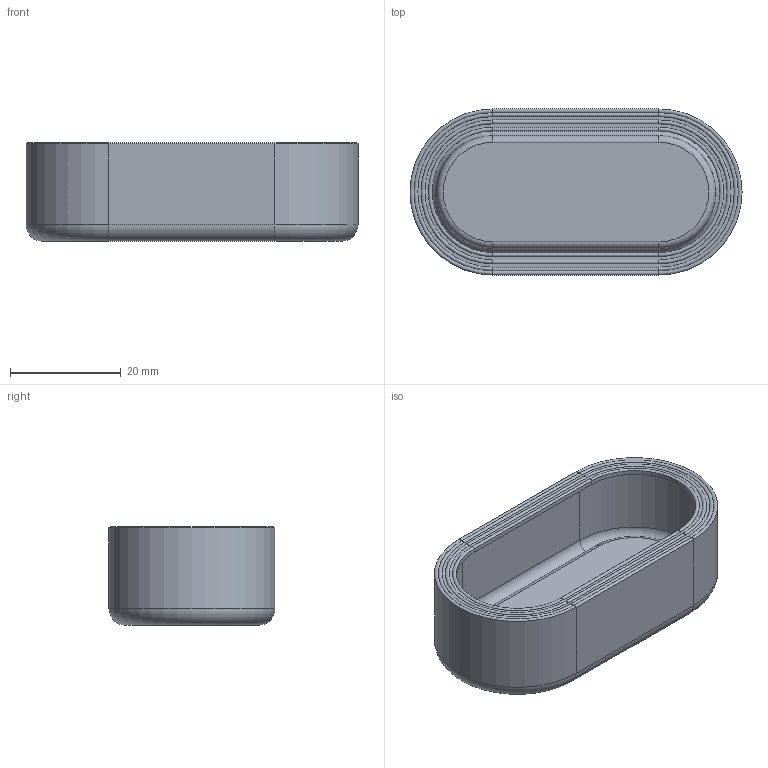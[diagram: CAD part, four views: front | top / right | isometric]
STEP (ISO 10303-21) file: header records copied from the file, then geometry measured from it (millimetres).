
FILE_DESCRIPTION((''),'2;1');
FILE_NAME('APBD','2022-04-12T11:45:38',('klemen.sitar'),('Audax d.o.o.'),'CREO PARAMETRIC BY PTC INC, 2021304','CREO PARAMETRIC BY PTC INC, 2021304','');
FILE_SCHEMA(('AP242_MANAGED_MODEL_BASED_3D_ENGINEERING_MIM_LF { 1 0 10303 442 1 1 4 }'));
Length unit declared in the file: metre
Products named in the file (1): APBD
Bounding box: 60 x 30 x 17.8 mm (x, y, z)
Volume: 4829.6 mm3; surface area: 9350.6 mm2
Topology: 1 solids, 1 shells, 49 faces, 151 edges, 107 vertices
Faces by surface type: cylinder 22, torus 16, plane 11
Entity records: 2580 total; most frequent: DIRECTION 360, COLOUR_RGB 336, CARTESIAN_POINT 310, ORIENTED_EDGE 302, AXIS2_PLACEMENT_3D 159, EDGE_CURVE 151, CIRCLE 109, VERTEX_POINT 107
